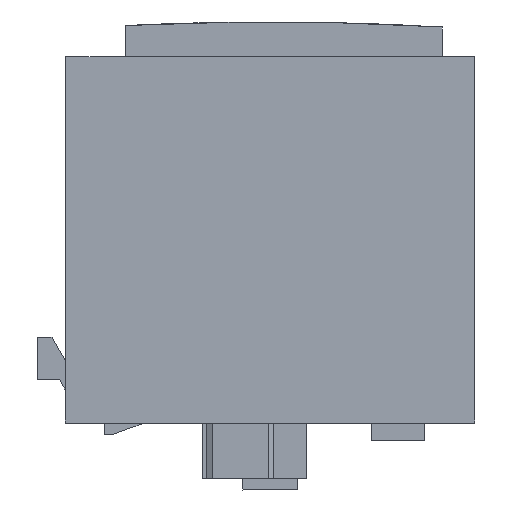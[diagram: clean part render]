
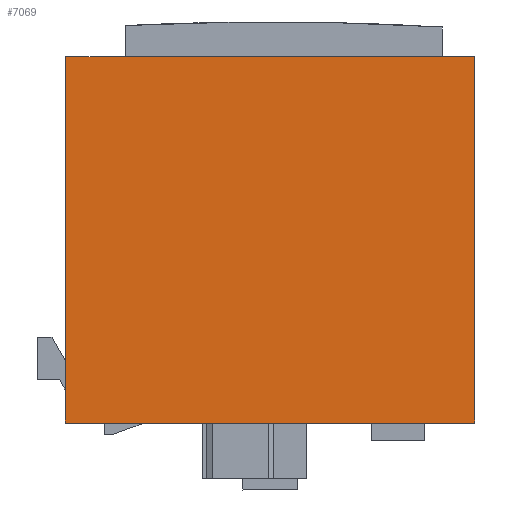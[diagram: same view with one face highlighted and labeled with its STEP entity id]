
A CAD part, left-side view. The second image highlights one B-rep face of the part: STEP entity #7069.
In plain terms, the highlighted face is planar.
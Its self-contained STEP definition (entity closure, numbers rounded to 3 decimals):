
#6837 = ORIENTED_EDGE ( 'NONE', *, *, #6838, .F. ) ;
#6838 = EDGE_CURVE ( 'NONE', #6840, #7079, #7278, .T. ) ;
#6840 = VERTEX_POINT ( 'NONE', #7272 ) ;
#6841 = ORIENTED_EDGE ( 'NONE', *, *, #6842, .F. ) ;
#6842 = EDGE_CURVE ( 'NONE', #6843, #6840, #7265, .T. ) ;
#6843 = VERTEX_POINT ( 'NONE', #7257 ) ;
#6844 = ORIENTED_EDGE ( 'NONE', *, *, #6845, .F. ) ;
#6845 = EDGE_CURVE ( 'NONE', #7074, #6843, #7255, .T. ) ;
#7069 = ADVANCED_FACE ( 'NONE', ( #9465 ), #9463, .F. ) ;
#7070 = EDGE_LOOP ( 'NONE', ( #7072, #7076, #6837, #6841, #6844 ) ) ;
#7071 = VERTEX_POINT ( 'NONE', #9351 ) ;
#7072 = ORIENTED_EDGE ( 'NONE', *, *, #7073, .F. ) ;
#7073 = EDGE_CURVE ( 'NONE', #7071, #7074, #9350, .T. ) ;
#7074 = VERTEX_POINT ( 'NONE', #9346 ) ;
#7076 = ORIENTED_EDGE ( 'NONE', *, *, #7077, .F. ) ;
#7077 = EDGE_CURVE ( 'NONE', #7079, #7071, #9345, .T. ) ;
#7079 = VERTEX_POINT ( 'NONE', #9341 ) ;
#7252 = DIRECTION ( 'NONE',  ( 0., -1., 0. ) ) ;
#7253 = VECTOR ( 'NONE', #7252, 1000. ) ;
#7254 = CARTESIAN_POINT ( 'NONE',  ( -11.012, 63.9, 6.3 ) ) ;
#7255 = LINE ( 'NONE', #7254, #7253 ) ;
#7257 = CARTESIAN_POINT ( 'NONE',  ( -11.012, 63.9, 6.3 ) ) ;
#7260 = DIRECTION ( 'NONE',  ( 1., 0., 0. ) ) ;
#7261 = VECTOR ( 'NONE', #7260, 1000. ) ;
#7263 = CARTESIAN_POINT ( 'NONE',  ( -11.012, 63.9, 6.3 ) ) ;
#7265 = LINE ( 'NONE', #7263, #7261 ) ;
#7272 = CARTESIAN_POINT ( 'NONE',  ( 16.488, 63.9, 6.3 ) ) ;
#7274 = DIRECTION ( 'NONE',  ( 0., 1., 0. ) ) ;
#7275 = VECTOR ( 'NONE', #7274, 1000. ) ;
#7276 = CARTESIAN_POINT ( 'NONE',  ( 16.488, 88.5, 6.3 ) ) ;
#7278 = LINE ( 'NONE', #7276, #7275 ) ;
#9341 = CARTESIAN_POINT ( 'NONE',  ( 16.488, 88.5, 6.3 ) ) ;
#9342 = DIRECTION ( 'NONE',  ( -1., 0., 0. ) ) ;
#9343 = VECTOR ( 'NONE', #9342, 1000. ) ;
#9344 = CARTESIAN_POINT ( 'NONE',  ( 16.488, 88.5, 6.3 ) ) ;
#9345 = LINE ( 'NONE', #9344, #9343 ) ;
#9346 = CARTESIAN_POINT ( 'NONE',  ( -11.012, 88.5, 6.3 ) ) ;
#9347 = DIRECTION ( 'NONE',  ( -1., 0., 0. ) ) ;
#9348 = VECTOR ( 'NONE', #9347, 1000. ) ;
#9349 = CARTESIAN_POINT ( 'NONE',  ( -8.812, 88.5, 6.3 ) ) ;
#9350 = LINE ( 'NONE', #9349, #9348 ) ;
#9351 = CARTESIAN_POINT ( 'NONE',  ( 14.288, 88.5, 6.3 ) ) ;
#9352 = DIRECTION ( 'NONE',  ( 1., 0., 0. ) ) ;
#9353 = DIRECTION ( 'NONE',  ( 0., 0., 1. ) ) ;
#9354 = CARTESIAN_POINT ( 'NONE',  ( 2.738, -109.166, 6.3 ) ) ;
#9463 = PLANE ( 'NONE',  #9464 ) ;
#9464 = AXIS2_PLACEMENT_3D ( 'NONE', #9354, #9353, #9352 ) ;
#9465 = FACE_OUTER_BOUND ( 'NONE', #7070, .T. ) ;
